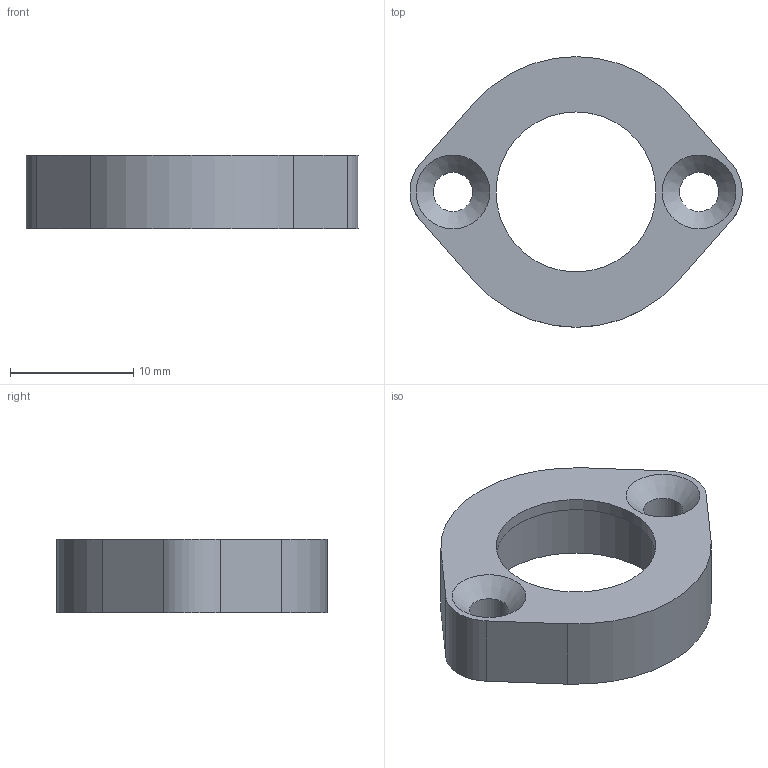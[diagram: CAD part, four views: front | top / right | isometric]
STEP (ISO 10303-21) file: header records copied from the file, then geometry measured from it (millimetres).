
FILE_DESCRIPTION(/* description */ (''),/* implementation_level */ '2;1');
FILE_NAME(/* name */ 'Nosač ležaja B MRP-01-08.stp',/* time_stamp */ '2022-09-18T22:21:19+02:00',/* author */ ('Luka'),/* organization */ (''),/* preprocessor_version */ 'ST-DEVELOPER v18',/* originating_system */ 'Autodesk Inventor 2020',/* authorisation */ '');
FILE_SCHEMA (('AUTOMOTIVE_DESIGN { 1 0 10303 214 3 1 1 }'));
Length unit declared in the file: millimetre
Products named in the file (1): Nosač_ležaja
Bounding box: 26.98 x 22 x 6 mm (x, y, z)
Volume: 1350.3 mm3; surface area: 1360.9 mm2
Topology: 1 solids, 1 shells, 17 faces, 42 edges, 28 vertices
Faces by surface type: cylinder 8, plane 7, cone 2
Full cylindrical faces by diameter (mm): 3.2 x2, 13 x1, 15 x1
Entity records: 579 total; most frequent: DIRECTION 98, CARTESIAN_POINT 88, ORIENTED_EDGE 84, EDGE_CURVE 42, AXIS2_PLACEMENT_3D 38, VERTEX_POINT 28, EDGE_LOOP 24, LINE 22
